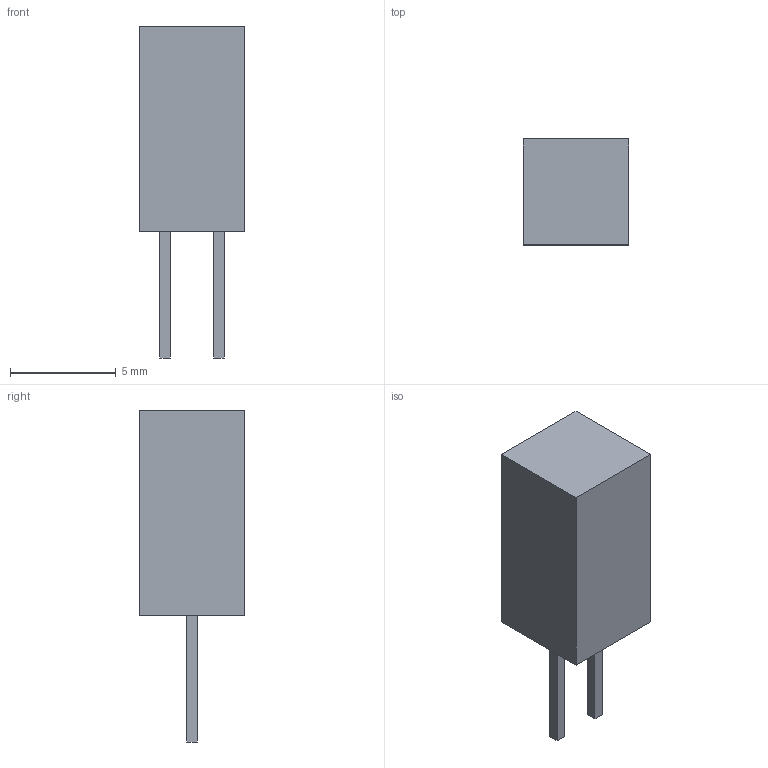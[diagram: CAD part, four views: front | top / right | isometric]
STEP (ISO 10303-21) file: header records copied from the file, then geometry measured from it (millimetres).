
FILE_DESCRIPTION(('FreeCAD Model'),'2;1');
FILE_NAME('Open CASCADE Shape Model','2023-03-30T05:02:11',( 'kicad StepUp'),('ksu MCAD'),'Open CASCADE STEP processor 7.6', 'FreeCAD','Unknown');
FILE_SCHEMA(('AUTOMOTIVE_DESIGN { 1 0 10303 214 1 1 1 1 }'));
Length unit declared in the file: millimetre
Products named in the file (4): LED_Diffuse_Rectangular_5x5x9.7mm; Glass Square 5x5mm; Pin One MKIII; Pin Two MKIII
Assembly tree (3 placements, depth 2):
  LED_Diffuse_Rectangular_5x5x9.7mm
    Glass Square 5x5mm
    Pin One MKIII
    Pin Two MKIII
Bounding box: 5 x 5 x 15.7 mm (x, y, z)
Volume: 248.8 mm3; surface area: 293 mm2
Topology: 3 solids, 3 shells, 31 faces, 72 edges, 48 vertices
Faces by surface type: plane 26, cone 3, cylinder 2
Entity records: 969 total; most frequent: CARTESIAN_POINT 155, DIRECTION 150, ORIENTED_EDGE 144, EDGE_CURVE 72, LINE 64, VECTOR 64, VERTEX_POINT 48, AXIS2_PLACEMENT_3D 43
